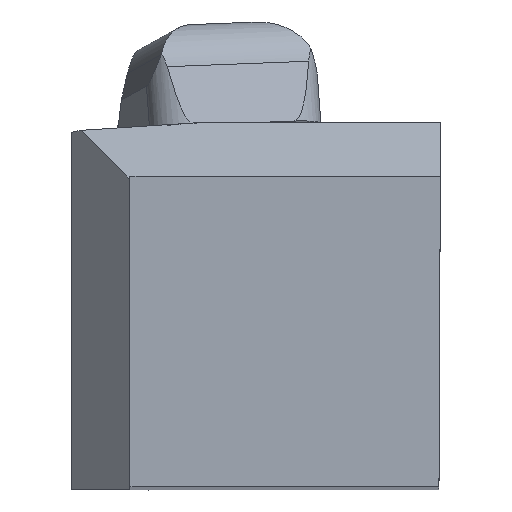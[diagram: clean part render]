
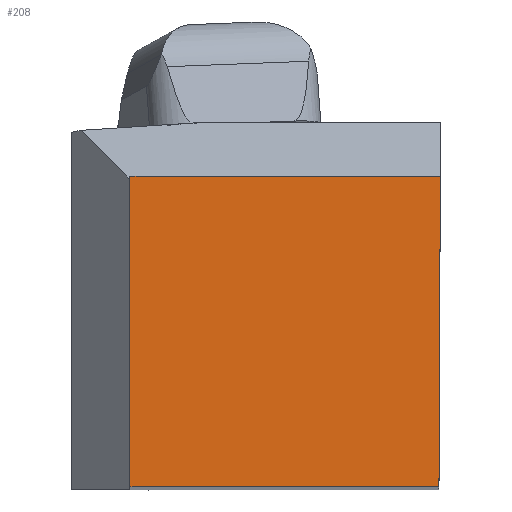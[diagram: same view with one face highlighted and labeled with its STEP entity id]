
A CAD part, top view. The second image highlights one B-rep face of the part: STEP entity #208.
In plain terms, the highlighted planar face has unit normal (0, 0, 1).
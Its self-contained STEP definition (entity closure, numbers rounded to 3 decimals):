
#147=FACE_OUTER_BOUND('',#623,.T.);
#208=ADVANCED_FACE('BLANK_BOXF006',(#147),#277,.F.);
#277=PLANE('',#1515);
#357=LINE('',#2194,#486);
#362=LINE('',#2203,#491);
#366=LINE('',#2211,#495);
#367=LINE('',#2213,#496);
#486=VECTOR('',#1724,1.);
#491=VECTOR('',#1731,1.);
#495=VECTOR('',#1737,1.);
#496=VECTOR('',#1738,1.);
#623=EDGE_LOOP('',(#793,#794,#795,#796));
#793=ORIENTED_EDGE('',*,*,#1258,.F.);
#794=ORIENTED_EDGE('',*,*,#1254,.F.);
#795=ORIENTED_EDGE('',*,*,#1249,.F.);
#796=ORIENTED_EDGE('',*,*,#1259,.F.);
#1110=VERTEX_POINT('',#2193);
#1111=VERTEX_POINT('',#2195);
#1114=VERTEX_POINT('',#2204);
#1117=VERTEX_POINT('',#2212);
#1249=EDGE_CURVE('',#1110,#1111,#357,.T.);
#1254=EDGE_CURVE('',#1111,#1114,#362,.T.);
#1258=EDGE_CURVE('',#1114,#1117,#366,.T.);
#1259=EDGE_CURVE('',#1117,#1110,#367,.T.);
#1515=AXIS2_PLACEMENT_3D('',#2214,#1739,#1740);
#1724=DIRECTION('',(-0.004,-1.,0.));
#1731=DIRECTION('',(-1.,0.,0.));
#1737=DIRECTION('',(0.,1.,0.));
#1738=DIRECTION('',(1.,0.,0.));
#1739=DIRECTION('',(0.,0.,-1.));
#1740=DIRECTION('',(-1.,0.,0.));
#2193=CARTESIAN_POINT('',(0.,25.273,0.));
#2194=CARTESIAN_POINT('',(0.607,164.398,0.));
#2195=CARTESIAN_POINT('',(-0.11,0.,0.));
#2203=CARTESIAN_POINT('',(164.4,0.,0.));
#2204=CARTESIAN_POINT('',(-25.273,0.,0.));
#2211=CARTESIAN_POINT('',(-25.273,-164.4,0.));
#2212=CARTESIAN_POINT('',(-25.273,25.273,0.));
#2213=CARTESIAN_POINT('',(-164.4,25.273,0.));
#2214=CARTESIAN_POINT('',(-38.619,-5.,0.));
